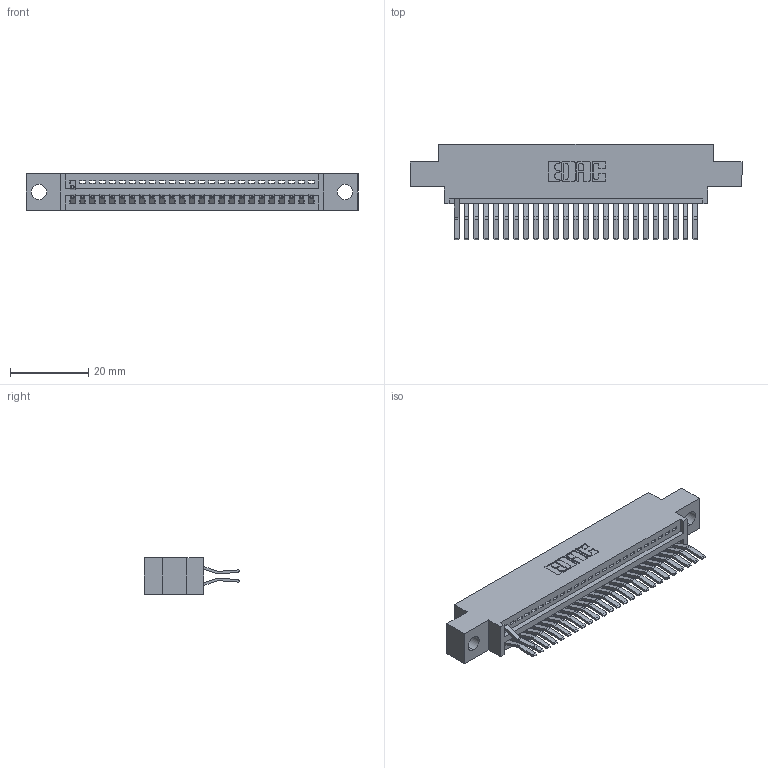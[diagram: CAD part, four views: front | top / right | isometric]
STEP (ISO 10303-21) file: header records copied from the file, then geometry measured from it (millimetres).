
FILE_DESCRIPTION (( 'STEP AP203' ), '1' );
FILE_NAME ('345-050-560-804.STEP', '2018-09-22T16:01:58', ( '' ), ( '' ), 'SwSTEP 2.0', 'SolidWorks 2016', '' );
FILE_SCHEMA (( 'CONFIG_CONTROL_DESIGN' ));
Length unit declared in the file: inch
Products named in the file (3): 345 Part_0.170 Offset - 0.156 Dia-TH; 345-292-001_560 Tail; 345-050-560-804
Assembly tree (27 placements, depth 2):
  345-050-560-804
    345 Part_0.170 Offset - 0.156 Dia-TH
    345-292-001_560 Tail  x26
Bounding box: 84.71 x 24.45 x 9.4 mm (x, y, z)
Volume: 7823.8 mm3; surface area: 10407.2 mm2
Topology: 27 solids, 27 shells, 1674 faces, 5031 edges, 3318 vertices
Faces by surface type: plane 1110, cylinder 564
Entity records: 21359 total; most frequent: CARTESIAN_POINT 3704, ORIENTED_EDGE 3662, DIRECTION 3263, EDGE_CURVE 1831, LINE 1595, VECTOR 1595, VERTEX_POINT 1218, AXIS2_PLACEMENT_3D 834
